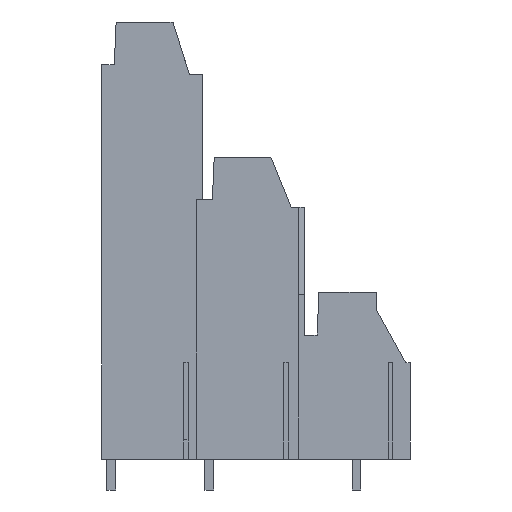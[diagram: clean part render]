
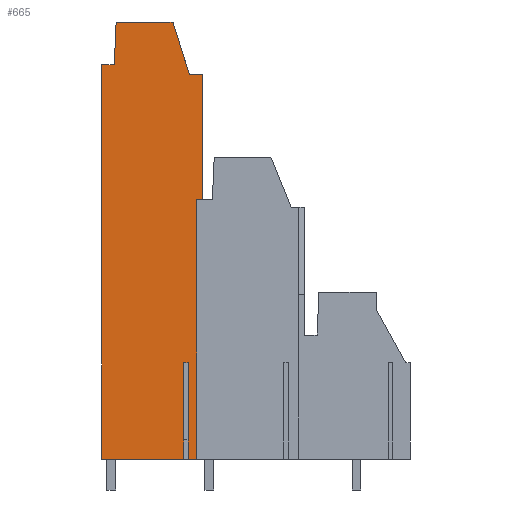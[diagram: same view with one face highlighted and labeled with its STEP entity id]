
A CAD part, left-side view. The second image highlights one B-rep face of the part: STEP entity #665.
In plain terms, the highlighted planar face has unit normal (-1, 0, 0).
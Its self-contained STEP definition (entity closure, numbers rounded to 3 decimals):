
#566=AXIS2_PLACEMENT_3D('Plane Axis2P3D',#563,#564,#565) ;
#109=CARTESIAN_POINT('Vertex',(2.5,30.488,48.47)) ;
#112=CARTESIAN_POINT('Line Origine',(2.5,41.393,48.47)) ;
#116=CARTESIAN_POINT('Vertex',(2.5,24.592,48.47)) ;
#537=CARTESIAN_POINT('Line Origine',(2.5,30.584,46.26)) ;
#541=CARTESIAN_POINT('Vertex',(2.5,30.681,44.05)) ;
#563=CARTESIAN_POINT('Axis2P3D Location',(2.5,21.84,31.2)) ;
#568=CARTESIAN_POINT('Line Origine',(2.5,22.131,25.835)) ;
#572=CARTESIAN_POINT('Vertex',(2.5,22.131,3.2)) ;
#574=CARTESIAN_POINT('Vertex',(2.5,22.131,30.05)) ;
#577=CARTESIAN_POINT('Line Origine',(2.5,26.745,30.05)) ;
#581=CARTESIAN_POINT('Vertex',(2.5,21.49,30.05)) ;
#584=CARTESIAN_POINT('Line Origine',(2.5,21.49,25.835)) ;
#588=CARTESIAN_POINT('Vertex',(2.5,21.49,43.)) ;
#591=CARTESIAN_POINT('Line Origine',(2.5,26.745,43.)) ;
#595=CARTESIAN_POINT('Vertex',(2.5,22.898,43.)) ;
#599=CARTESIAN_POINT('Control Point',(2.5,24.592,48.47)) ;
#600=CARTESIAN_POINT('Control Point',(2.5,22.898,43.)) ;
#602=CARTESIAN_POINT('Line Origine',(2.5,26.745,44.05)) ;
#606=CARTESIAN_POINT('Vertex',(2.5,32.,44.05)) ;
#609=CARTESIAN_POINT('Line Origine',(2.5,32.,25.835)) ;
#613=CARTESIAN_POINT('Vertex',(2.5,32.,3.2)) ;
#616=CARTESIAN_POINT('Line Origine',(2.5,26.745,3.2)) ;
#620=CARTESIAN_POINT('Vertex',(2.5,23.475,3.2)) ;
#623=CARTESIAN_POINT('Line Origine',(2.5,23.475,25.835)) ;
#627=CARTESIAN_POINT('Vertex',(2.5,23.475,13.2)) ;
#630=CARTESIAN_POINT('Line Origine',(2.5,26.745,13.2)) ;
#634=CARTESIAN_POINT('Vertex',(2.5,23.025,13.2)) ;
#637=CARTESIAN_POINT('Line Origine',(2.5,23.025,25.835)) ;
#641=CARTESIAN_POINT('Vertex',(2.5,23.025,3.2)) ;
#644=CARTESIAN_POINT('Line Origine',(2.5,26.745,3.2)) ;
#113=DIRECTION('Vector Direction',(0.,1.,0.)) ;
#538=DIRECTION('Vector Direction',(0.,0.044,-0.999)) ;
#564=DIRECTION('Axis2P3D Direction',(1.,0.,0.)) ;
#565=DIRECTION('Axis2P3D XDirection',(0.,1.,0.)) ;
#569=DIRECTION('Vector Direction',(0.,0.,1.)) ;
#578=DIRECTION('Vector Direction',(0.,1.,0.)) ;
#585=DIRECTION('Vector Direction',(0.,0.,1.)) ;
#592=DIRECTION('Vector Direction',(0.,1.,0.)) ;
#603=DIRECTION('Vector Direction',(0.,1.,0.)) ;
#610=DIRECTION('Vector Direction',(0.,0.,1.)) ;
#617=DIRECTION('Vector Direction',(0.,1.,0.)) ;
#624=DIRECTION('Vector Direction',(0.,0.,1.)) ;
#631=DIRECTION('Vector Direction',(0.,1.,0.)) ;
#638=DIRECTION('Vector Direction',(0.,0.,1.)) ;
#645=DIRECTION('Vector Direction',(0.,1.,0.)) ;
#114=VECTOR('Line Direction',#113,1.) ;
#539=VECTOR('Line Direction',#538,1.) ;
#570=VECTOR('Line Direction',#569,1.) ;
#579=VECTOR('Line Direction',#578,1.) ;
#586=VECTOR('Line Direction',#585,1.) ;
#593=VECTOR('Line Direction',#592,1.) ;
#604=VECTOR('Line Direction',#603,1.) ;
#611=VECTOR('Line Direction',#610,1.) ;
#618=VECTOR('Line Direction',#617,1.) ;
#625=VECTOR('Line Direction',#624,1.) ;
#632=VECTOR('Line Direction',#631,1.) ;
#639=VECTOR('Line Direction',#638,1.) ;
#646=VECTOR('Line Direction',#645,1.) ;
#650=ORIENTED_EDGE('',*,*,#576,.T.) ;
#651=ORIENTED_EDGE('',*,*,#583,.T.) ;
#652=ORIENTED_EDGE('',*,*,#590,.F.) ;
#653=ORIENTED_EDGE('',*,*,#597,.T.) ;
#654=ORIENTED_EDGE('',*,*,#601,.F.) ;
#655=ORIENTED_EDGE('',*,*,#118,.T.) ;
#656=ORIENTED_EDGE('',*,*,#543,.T.) ;
#657=ORIENTED_EDGE('',*,*,#608,.T.) ;
#658=ORIENTED_EDGE('',*,*,#615,.F.) ;
#659=ORIENTED_EDGE('',*,*,#622,.F.) ;
#660=ORIENTED_EDGE('',*,*,#629,.T.) ;
#661=ORIENTED_EDGE('',*,*,#636,.T.) ;
#662=ORIENTED_EDGE('',*,*,#643,.F.) ;
#663=ORIENTED_EDGE('',*,*,#648,.F.) ;
#665=ADVANCED_FACE('housing',(#664),#567,.F.) ;
#598=B_SPLINE_CURVE_WITH_KNOTS('',1,(#599,#600),.UNSPECIFIED.,.F.,.U.,(2,2),(-2.863,2.863),.UNSPECIFIED.) ;
#118=EDGE_CURVE('',#117,#110,#115,.T.) ;
#543=EDGE_CURVE('',#110,#542,#540,.T.) ;
#576=EDGE_CURVE('',#573,#575,#571,.T.) ;
#583=EDGE_CURVE('',#575,#582,#580,.F.) ;
#590=EDGE_CURVE('',#589,#582,#587,.F.) ;
#597=EDGE_CURVE('',#589,#596,#594,.T.) ;
#601=EDGE_CURVE('',#117,#596,#598,.T.) ;
#608=EDGE_CURVE('',#542,#607,#605,.T.) ;
#615=EDGE_CURVE('',#614,#607,#612,.T.) ;
#622=EDGE_CURVE('',#621,#614,#619,.T.) ;
#629=EDGE_CURVE('',#621,#628,#626,.T.) ;
#636=EDGE_CURVE('',#628,#635,#633,.F.) ;
#643=EDGE_CURVE('',#642,#635,#640,.T.) ;
#648=EDGE_CURVE('',#573,#642,#647,.T.) ;
#649=EDGE_LOOP('',(#650,#651,#652,#653,#654,#655,#656,#657,#658,#659,#660,#661,#662,#663)) ;
#664=FACE_OUTER_BOUND('',#649,.T.) ;
#115=LINE('Line',#112,#114) ;
#540=LINE('Line',#537,#539) ;
#571=LINE('Line',#568,#570) ;
#580=LINE('Line',#577,#579) ;
#587=LINE('Line',#584,#586) ;
#594=LINE('Line',#591,#593) ;
#605=LINE('Line',#602,#604) ;
#612=LINE('Line',#609,#611) ;
#619=LINE('Line',#616,#618) ;
#626=LINE('Line',#623,#625) ;
#633=LINE('Line',#630,#632) ;
#640=LINE('Line',#637,#639) ;
#647=LINE('Line',#644,#646) ;
#567=PLANE('',#566) ;
#110=VERTEX_POINT('',#109) ;
#117=VERTEX_POINT('',#116) ;
#542=VERTEX_POINT('',#541) ;
#573=VERTEX_POINT('',#572) ;
#575=VERTEX_POINT('',#574) ;
#582=VERTEX_POINT('',#581) ;
#589=VERTEX_POINT('',#588) ;
#596=VERTEX_POINT('',#595) ;
#607=VERTEX_POINT('',#606) ;
#614=VERTEX_POINT('',#613) ;
#621=VERTEX_POINT('',#620) ;
#628=VERTEX_POINT('',#627) ;
#635=VERTEX_POINT('',#634) ;
#642=VERTEX_POINT('',#641) ;
